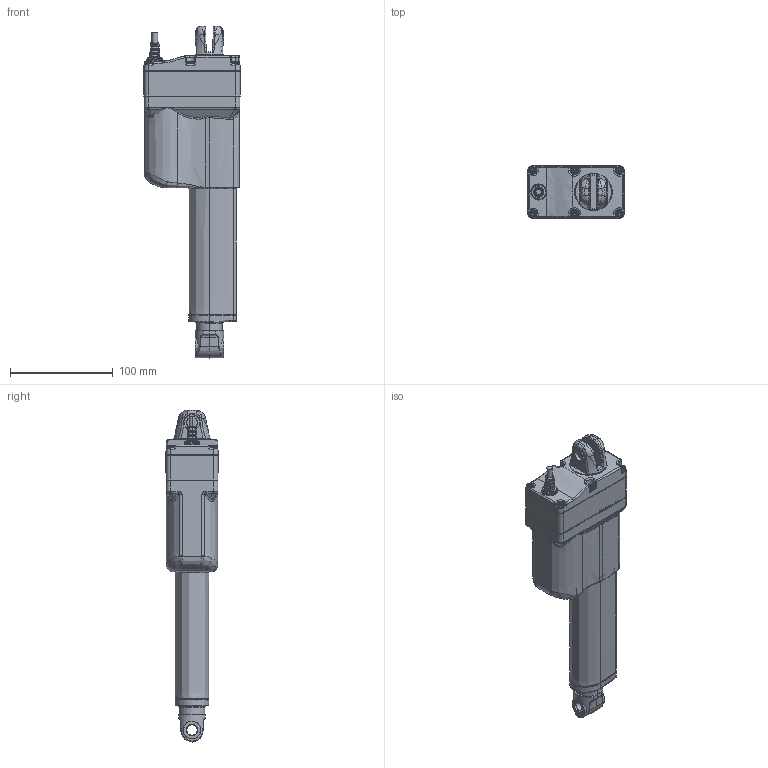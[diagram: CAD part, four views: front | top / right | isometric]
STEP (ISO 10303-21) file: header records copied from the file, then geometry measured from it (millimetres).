
FILE_DESCRIPTION((''),'2;1');
FILE_NAME('1079W4001_ASM','2023-03-28T11:06:50',('cnjd'),(''),'CREO PARAMETRIC BY PTC INC, 2022024','CREO PARAMETRIC BY PTC INC, 2022024','');
FILE_SCHEMA(('AUTOMOTIVE_DESIGN { 1 0 10303 214 1 1 1 1 }'));
Products named in the file (7): 1079W4001-H; 1079W4001-PR_; 1079W4001-OT; 1079W4001-BF; 1079W4001-0002180; 1079W4001-0202003; 1079W4001_ASM
Assembly tree (13 placements, depth 2):
  1079W4001_ASM
    1079W4001-H
    1079W4001-PR_
    1079W4001-OT
    1079W4001-BF
    1079W4001-0002180  x6
    1079W4001-0202003  x3
Bounding box: 94 x 51 x 323.63 mm (x, y, z)
Volume: 986797.4 mm3; surface area: 158061.1 mm2
Topology: 20 solids, 64 shells, 3677 faces, 9176 edges, 5802 vertices
Faces by surface type: plane 1136, cylinder 914, bspline 694, cone 487, extrusion 263, torus 147, sphere 34, revolution 2
Entity records: 140114 total; most frequent: CARTESIAN_POINT 62985, ORIENTED_EDGE 15694, DIRECTION 12743, EDGE_CURVE 7847, VERTEX_POINT 4968, AXIS2_PLACEMENT_3D 4964, EDGE_LOOP 3419, FACE_OUTER_BOUND 3172
